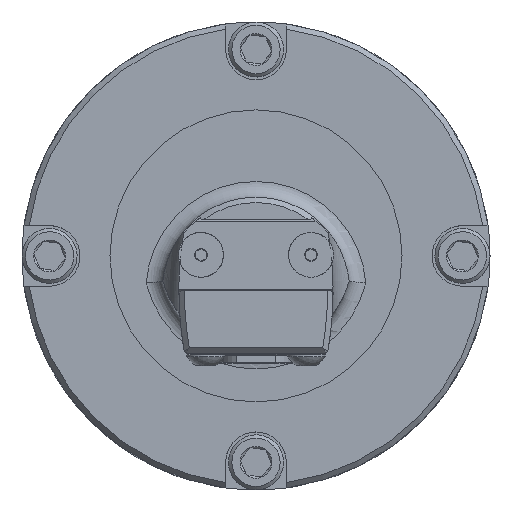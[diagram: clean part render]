
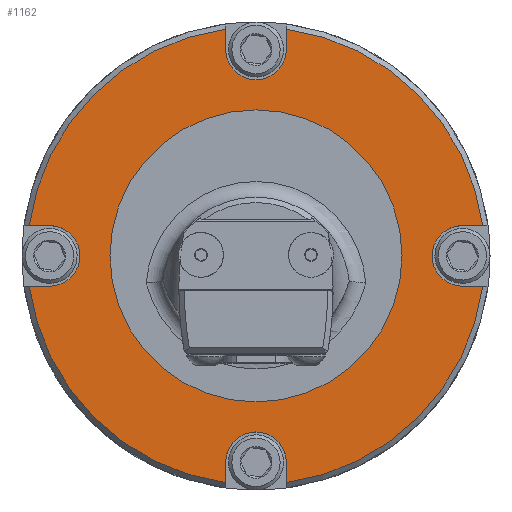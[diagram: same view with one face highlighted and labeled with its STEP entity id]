
A CAD part, top view. The second image highlights one B-rep face of the part: STEP entity #1162.
In plain terms, the highlighted planar face has unit normal (0, 0, 1).
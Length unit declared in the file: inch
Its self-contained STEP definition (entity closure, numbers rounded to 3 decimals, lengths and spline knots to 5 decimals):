
#22 = ORIENTED_EDGE ( 'NONE', *, *, #1514, .F. ) ;
#54 = CARTESIAN_POINT ( 'NONE',  ( -0.172, 1.171, 0.375 ) ) ;
#68 = LINE ( 'NONE', #54, #5492 ) ;
#79 = CARTESIAN_POINT ( 'NONE',  ( 0., 0., 0.375 ) ) ;
#114 = CIRCLE ( 'NONE', #1444, 0.172 ) ;
#129 = ORIENTED_EDGE ( 'NONE', *, *, #2400, .F. ) ;
#328 = ORIENTED_EDGE ( 'NONE', *, *, #5639, .F. ) ;
#463 = VERTEX_POINT ( 'NONE', #5802 ) ;
#491 = LINE ( 'NONE', #2835, #4350 ) ;
#506 = EDGE_CURVE ( 'NONE', #5822, #6326, #5636, .T. ) ;
#533 = CARTESIAN_POINT ( 'NONE',  ( 1.28605, 0.172, 0.375 ) ) ;
#586 = LINE ( 'NONE', #3012, #4938 ) ;
#609 = DIRECTION ( 'NONE',  ( 1., 0., 0. ) ) ;
#621 = FACE_OUTER_BOUND ( 'NONE', #2951, .T. ) ;
#662 = DIRECTION ( 'NONE',  ( 0., 0., 1. ) ) ;
#739 = ORIENTED_EDGE ( 'NONE', *, *, #4740, .F. ) ;
#827 = CARTESIAN_POINT ( 'NONE',  ( -0.172, -1.171, 0.375 ) ) ;
#863 = VECTOR ( 'NONE', #2939, 39.37008 ) ;
#869 = DIRECTION ( 'NONE',  ( 0., 0., 1. ) ) ;
#889 = DIRECTION ( 'NONE',  ( 0., 0., 1. ) ) ;
#1004 = AXIS2_PLACEMENT_3D ( 'NONE', #3804, #662, #4331 ) ;
#1011 = CARTESIAN_POINT ( 'NONE',  ( 1.171, 0.172, 0.375 ) ) ;
#1098 = ORIENTED_EDGE ( 'NONE', *, *, #1686, .F. ) ;
#1103 = PLANE ( 'NONE',  #5005 ) ;
#1139 = LINE ( 'NONE', #3935, #6559 ) ;
#1162 = ADVANCED_FACE ( 'NONE', ( #1271, #621 ), #1103, .F. ) ;
#1187 = CARTESIAN_POINT ( 'NONE',  ( -1.28605, -0.172, 0.375 ) ) ;
#1227 = VERTEX_POINT ( 'NONE', #2798 ) ;
#1271 = FACE_BOUND ( 'NONE', #5173, .T. ) ;
#1433 = VECTOR ( 'NONE', #2451, 39.37008 ) ;
#1444 = AXIS2_PLACEMENT_3D ( 'NONE', #4008, #869, #4544 ) ;
#1511 = CIRCLE ( 'NONE', #6609, 1.2975 ) ;
#1514 = EDGE_CURVE ( 'NONE', #5526, #3220, #5467, .T. ) ;
#1547 = AXIS2_PLACEMENT_3D ( 'NONE', #2763, #6434, #3279 ) ;
#1596 = CARTESIAN_POINT ( 'NONE',  ( 0., 0., 0.375 ) ) ;
#1630 = DIRECTION ( 'NONE',  ( 0., 0., -1. ) ) ;
#1686 = EDGE_CURVE ( 'NONE', #4705, #2816, #2012, .T. ) ;
#1754 = EDGE_CURVE ( 'NONE', #3867, #2064, #114, .T. ) ;
#1781 = EDGE_CURVE ( 'NONE', #4765, #6155, #1511, .T. ) ;
#1861 = ORIENTED_EDGE ( 'NONE', *, *, #2455, .F. ) ;
#1892 = CARTESIAN_POINT ( 'NONE',  ( 0.172, 1.28605, 0.375 ) ) ;
#2012 = LINE ( 'NONE', #1011, #3404 ) ;
#2064 = VERTEX_POINT ( 'NONE', #2096 ) ;
#2096 = CARTESIAN_POINT ( 'NONE',  ( -1.171, 0.172, 0.375 ) ) ;
#2126 = CIRCLE ( 'NONE', #5571, 1.2975 ) ;
#2127 = DIRECTION ( 'NONE',  ( 1., 0., 0. ) ) ;
#2263 = LINE ( 'NONE', #827, #863 ) ;
#2400 = EDGE_CURVE ( 'NONE', #5072, #2467, #3030, .T. ) ;
#2451 = DIRECTION ( 'NONE',  ( 0., 1., 0. ) ) ;
#2455 = EDGE_CURVE ( 'NONE', #2064, #6326, #1139, .T. ) ;
#2467 = VERTEX_POINT ( 'NONE', #4512 ) ;
#2499 = CARTESIAN_POINT ( 'NONE',  ( 0.172, -1.171, 0.375 ) ) ;
#2501 = CARTESIAN_POINT ( 'NONE',  ( -0.172, -1.28605, 0.375 ) ) ;
#2626 = CARTESIAN_POINT ( 'NONE',  ( 0., 1.171, 0.375 ) ) ;
#2676 = CARTESIAN_POINT ( 'NONE',  ( 0.172, 1.171, 0.375 ) ) ;
#2697 = AXIS2_PLACEMENT_3D ( 'NONE', #2626, #6299, #3149 ) ;
#2763 = CARTESIAN_POINT ( 'NONE',  ( 1.171, 0., 0.375 ) ) ;
#2798 = CARTESIAN_POINT ( 'NONE',  ( -0.8285, 0., 0.375 ) ) ;
#2805 = ORIENTED_EDGE ( 'NONE', *, *, #3004, .F. ) ;
#2816 = VERTEX_POINT ( 'NONE', #6280 ) ;
#2835 = CARTESIAN_POINT ( 'NONE',  ( 0.172, -1.171, 0.375 ) ) ;
#2886 = DIRECTION ( 'NONE',  ( 0., 0., 1. ) ) ;
#2888 = DIRECTION ( 'NONE',  ( 0., 0., 1. ) ) ;
#2894 = EDGE_CURVE ( 'NONE', #5822, #4280, #68, .T. ) ;
#2939 = DIRECTION ( 'NONE',  ( 0., -1., 0. ) ) ;
#2951 = EDGE_LOOP ( 'NONE', ( #4521, #6244, #6788, #1861, #3768, #328, #2958, #4041, #129, #6046, #2993, #5654, #739, #1098, #4122, #22 ) ) ;
#2958 = ORIENTED_EDGE ( 'NONE', *, *, #1781, .T. ) ;
#2974 = CARTESIAN_POINT ( 'NONE',  ( 1.171, -0.172, 0.375 ) ) ;
#2993 = ORIENTED_EDGE ( 'NONE', *, *, #3406, .T. ) ;
#3004 = EDGE_CURVE ( 'NONE', #1227, #1227, #3591, .T. ) ;
#3012 = CARTESIAN_POINT ( 'NONE',  ( -1.171, -0.172, 0.375 ) ) ;
#3030 = CIRCLE ( 'NONE', #3062, 0.172 ) ;
#3062 = AXIS2_PLACEMENT_3D ( 'NONE', #6020, #2886, #6549 ) ;
#3147 = EDGE_CURVE ( 'NONE', #4705, #3220, #2126, .T. ) ;
#3149 = DIRECTION ( 'NONE',  ( 1., 0., 0. ) ) ;
#3220 = VERTEX_POINT ( 'NONE', #1892 ) ;
#3232 = CARTESIAN_POINT ( 'NONE',  ( -1.28605, 0.172, 0.375 ) ) ;
#3279 = DIRECTION ( 'NONE',  ( 1., 0., 0. ) ) ;
#3389 = AXIS2_PLACEMENT_3D ( 'NONE', #1596, #5276, #2127 ) ;
#3401 = EDGE_CURVE ( 'NONE', #4280, #5526, #4983, .T. ) ;
#3404 = VECTOR ( 'NONE', #5711, 39.37008 ) ;
#3406 = EDGE_CURVE ( 'NONE', #6263, #5365, #3423, .T. ) ;
#3423 = CIRCLE ( 'NONE', #3389, 1.2975 ) ;
#3534 = VECTOR ( 'NONE', #4510, 39.37008 ) ;
#3583 = CARTESIAN_POINT ( 'NONE',  ( 1.28605, -0.172, 0.375 ) ) ;
#3591 = CIRCLE ( 'NONE', #1004, 0.8285 ) ;
#3698 = CARTESIAN_POINT ( 'NONE',  ( 0.172, -1.28605, 0.375 ) ) ;
#3729 = DIRECTION ( 'NONE',  ( 0., -1., 0. ) ) ;
#3752 = DIRECTION ( 'NONE',  ( 0., 0., 1. ) ) ;
#3768 = ORIENTED_EDGE ( 'NONE', *, *, #1754, .F. ) ;
#3804 = CARTESIAN_POINT ( 'NONE',  ( 0., 0., 0.375 ) ) ;
#3867 = VERTEX_POINT ( 'NONE', #6199 ) ;
#3870 = LINE ( 'NONE', #2974, #3534 ) ;
#3935 = CARTESIAN_POINT ( 'NONE',  ( -1.171, 0.172, 0.375 ) ) ;
#4008 = CARTESIAN_POINT ( 'NONE',  ( -1.171, 0., 0.375 ) ) ;
#4041 = ORIENTED_EDGE ( 'NONE', *, *, #4952, .F. ) ;
#4043 = CARTESIAN_POINT ( 'NONE',  ( 0., 0., 0.375 ) ) ;
#4122 = ORIENTED_EDGE ( 'NONE', *, *, #3147, .T. ) ;
#4280 = VERTEX_POINT ( 'NONE', #5983 ) ;
#4331 = DIRECTION ( 'NONE',  ( -1., 0., 0. ) ) ;
#4350 = VECTOR ( 'NONE', #5969, 39.37008 ) ;
#4510 = DIRECTION ( 'NONE',  ( 1., 0., 0. ) ) ;
#4512 = CARTESIAN_POINT ( 'NONE',  ( -0.172, -1.171, 0.375 ) ) ;
#4521 = ORIENTED_EDGE ( 'NONE', *, *, #3401, .F. ) ;
#4544 = DIRECTION ( 'NONE',  ( 1., 0., 0. ) ) ;
#4558 = DIRECTION ( 'NONE',  ( 1., 0., 0. ) ) ;
#4705 = VERTEX_POINT ( 'NONE', #533 ) ;
#4740 = EDGE_CURVE ( 'NONE', #2816, #463, #6200, .T. ) ;
#4765 = VERTEX_POINT ( 'NONE', #1187 ) ;
#4776 = CARTESIAN_POINT ( 'NONE',  ( 0., 1.2975, 0.375 ) ) ;
#4938 = VECTOR ( 'NONE', #6684, 39.37008 ) ;
#4952 = EDGE_CURVE ( 'NONE', #2467, #6155, #2263, .T. ) ;
#4983 = CIRCLE ( 'NONE', #2697, 0.172 ) ;
#5005 = AXIS2_PLACEMENT_3D ( 'NONE', #4776, #1630, #5308 ) ;
#5072 = VERTEX_POINT ( 'NONE', #2499 ) ;
#5173 = EDGE_LOOP ( 'NONE', ( #2805 ) ) ;
#5276 = DIRECTION ( 'NONE',  ( 0., 0., 1. ) ) ;
#5281 = CARTESIAN_POINT ( 'NONE',  ( -0.172, 1.28605, 0.375 ) ) ;
#5308 = DIRECTION ( 'NONE',  ( -1., 0., 0. ) ) ;
#5365 = VERTEX_POINT ( 'NONE', #3583 ) ;
#5467 = LINE ( 'NONE', #5600, #1433 ) ;
#5492 = VECTOR ( 'NONE', #3729, 39.37008 ) ;
#5526 = VERTEX_POINT ( 'NONE', #2676 ) ;
#5538 = DIRECTION ( 'NONE',  ( -1., 0., 0. ) ) ;
#5571 = AXIS2_PLACEMENT_3D ( 'NONE', #6022, #2888, #6552 ) ;
#5599 = EDGE_CURVE ( 'NONE', #463, #5365, #3870, .T. ) ;
#5600 = CARTESIAN_POINT ( 'NONE',  ( 0.172, 1.171, 0.375 ) ) ;
#5636 = CIRCLE ( 'NONE', #6813, 1.2975 ) ;
#5639 = EDGE_CURVE ( 'NONE', #4765, #3867, #586, .T. ) ;
#5654 = ORIENTED_EDGE ( 'NONE', *, *, #5599, .F. ) ;
#5711 = DIRECTION ( 'NONE',  ( -1., 0., 0. ) ) ;
#5802 = CARTESIAN_POINT ( 'NONE',  ( 1.171, -0.172, 0.375 ) ) ;
#5822 = VERTEX_POINT ( 'NONE', #5281 ) ;
#5961 = EDGE_CURVE ( 'NONE', #6263, #5072, #491, .T. ) ;
#5969 = DIRECTION ( 'NONE',  ( 0., 1., 0. ) ) ;
#5983 = CARTESIAN_POINT ( 'NONE',  ( -0.172, 1.171, 0.375 ) ) ;
#6020 = CARTESIAN_POINT ( 'NONE',  ( 0., -1.171, 0.375 ) ) ;
#6022 = CARTESIAN_POINT ( 'NONE',  ( 0., 0., 0.375 ) ) ;
#6046 = ORIENTED_EDGE ( 'NONE', *, *, #5961, .F. ) ;
#6155 = VERTEX_POINT ( 'NONE', #2501 ) ;
#6199 = CARTESIAN_POINT ( 'NONE',  ( -1.171, -0.172, 0.375 ) ) ;
#6200 = CIRCLE ( 'NONE', #1547, 0.172 ) ;
#6244 = ORIENTED_EDGE ( 'NONE', *, *, #2894, .F. ) ;
#6263 = VERTEX_POINT ( 'NONE', #3698 ) ;
#6280 = CARTESIAN_POINT ( 'NONE',  ( 1.171, 0.172, 0.375 ) ) ;
#6299 = DIRECTION ( 'NONE',  ( 0., 0., 1. ) ) ;
#6326 = VERTEX_POINT ( 'NONE', #3232 ) ;
#6434 = DIRECTION ( 'NONE',  ( 0., 0., 1. ) ) ;
#6549 = DIRECTION ( 'NONE',  ( 1., 0., 0. ) ) ;
#6552 = DIRECTION ( 'NONE',  ( 1., 0., 0. ) ) ;
#6559 = VECTOR ( 'NONE', #5538, 39.37008 ) ;
#6609 = AXIS2_PLACEMENT_3D ( 'NONE', #4043, #889, #4558 ) ;
#6684 = DIRECTION ( 'NONE',  ( 1., 0., 0. ) ) ;
#6788 = ORIENTED_EDGE ( 'NONE', *, *, #506, .T. ) ;
#6813 = AXIS2_PLACEMENT_3D ( 'NONE', #79, #3752, #609 ) ;
